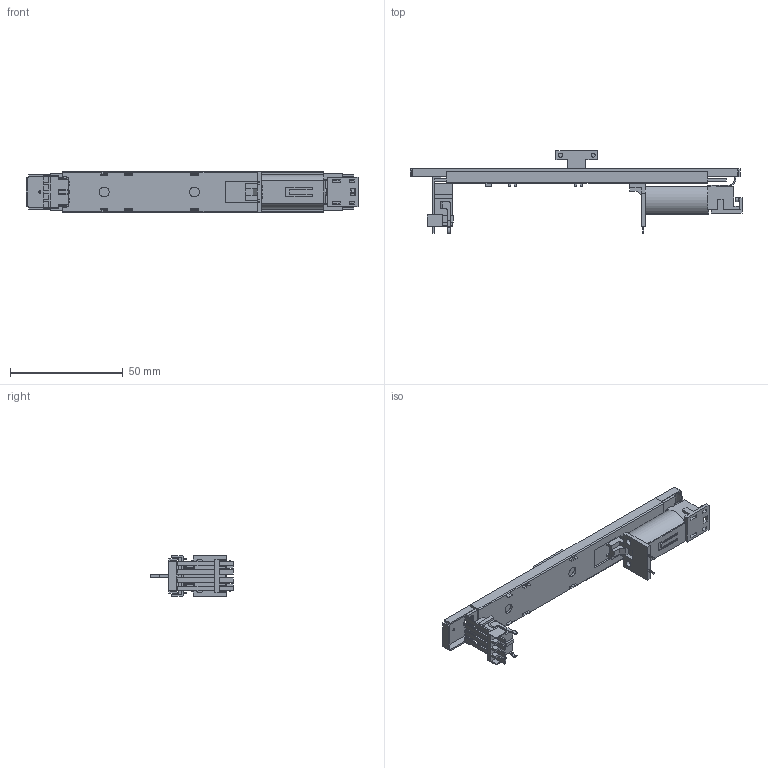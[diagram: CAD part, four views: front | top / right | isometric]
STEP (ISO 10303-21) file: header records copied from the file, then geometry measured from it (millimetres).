
FILE_DESCRIPTION (( 'STEP AP214' ), '1' );
FILE_NAME ('rsa0n11m9a0j.STEP', '2024-04-07T19:16:17', ( '' ), ( '' ), 'SwSTEP 2.0', 'SolidWorks 2024', '' );
FILE_SCHEMA (( 'AUTOMOTIVE_DESIGN' ));
Length unit declared in the file: millimetre
Products named in the file (16): Part5; Part3; Part7; Part10; Part15; Part12; Part4; Part9; Part16; Part13; Part8; Part6; Part11; rsa0n11m9a0j; Part1; Part2
Assembly tree (15 placements, depth 2):
  rsa0n11m9a0j
    Part1
    Part2
    Part3
    Part4
    Part5
    Part6
    Part7
    Part8
    Part9
    Part10
    Part11
    Part12
    Part13
    Part15
    Part16
Bounding box: 147.3 x 36.7 x 18 mm (x, y, z)
Volume: 15137.2 mm3; surface area: 25078.7 mm2
Topology: 23 solids, 23 shells, 612 faces, 1678 edges, 1099 vertices
Faces by surface type: plane 454, cylinder 118, torus 22, bspline 18
Entity records: 21300 total; most frequent: CARTESIAN_POINT 4959, ORIENTED_EDGE 3356, DIRECTION 3123, EDGE_CURVE 1678, VECTOR 1333, LINE 1333, VERTEX_POINT 1099, AXIS2_PLACEMENT_3D 895
